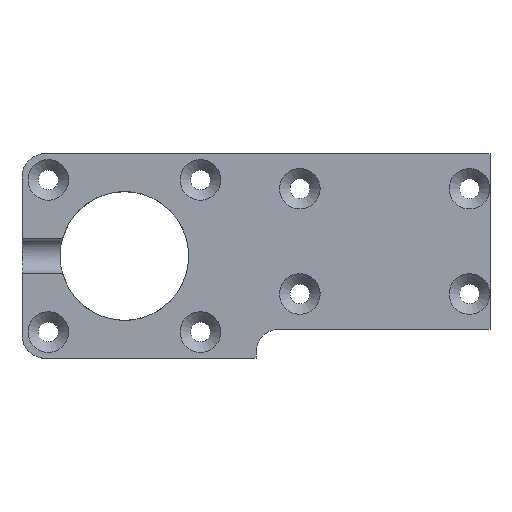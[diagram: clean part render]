
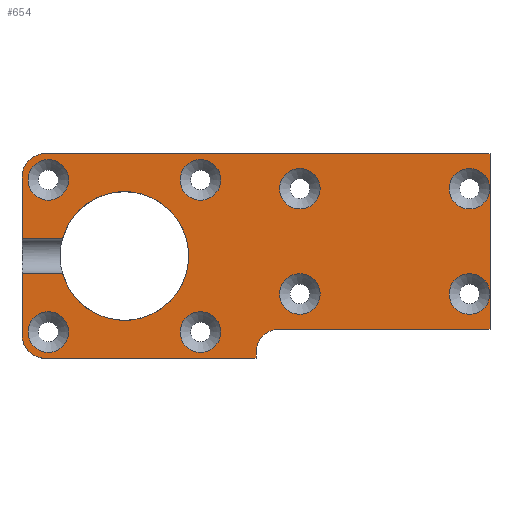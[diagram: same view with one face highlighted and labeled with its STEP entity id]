
A CAD part, top view. The second image highlights one B-rep face of the part: STEP entity #654.
In plain terms, the highlighted planar face has unit normal (0, 0, 1).
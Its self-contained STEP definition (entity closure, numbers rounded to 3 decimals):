
#38=FACE_BOUND('',#87,.T.);
#39=FACE_BOUND('',#88,.T.);
#40=FACE_BOUND('',#89,.T.);
#41=FACE_BOUND('',#90,.T.);
#42=FACE_BOUND('',#91,.T.);
#43=FACE_BOUND('',#92,.T.);
#44=FACE_BOUND('',#93,.T.);
#45=FACE_BOUND('',#94,.T.);
#55=FACE_OUTER_BOUND('',#86,.T.);
#86=EDGE_LOOP('',(#446,#447,#448,#449,#450,#451,#452,#453,#454,#455,#456,
#457,#458));
#87=EDGE_LOOP('',(#459,#460));
#88=EDGE_LOOP('',(#461,#462));
#89=EDGE_LOOP('',(#463,#464));
#90=EDGE_LOOP('',(#465,#466));
#91=EDGE_LOOP('',(#467,#468));
#92=EDGE_LOOP('',(#469,#470));
#93=EDGE_LOOP('',(#471,#472));
#94=EDGE_LOOP('',(#473,#474));
#134=LINE('',#997,#181);
#135=LINE('',#999,#182);
#136=LINE('',#1003,#183);
#137=LINE('',#1005,#184);
#138=LINE('',#1009,#185);
#139=LINE('',#1011,#186);
#140=LINE('',#1013,#187);
#141=LINE('',#1017,#188);
#142=LINE('',#1018,#189);
#181=VECTOR('',#786,6.917);
#182=VECTOR('',#787,10.5);
#183=VECTOR('',#790,36.);
#184=VECTOR('',#791,1.);
#185=VECTOR('',#794,36.);
#186=VECTOR('',#795,30.);
#187=VECTOR('',#796,76.);
#188=VECTOR('',#799,10.5);
#189=VECTOR('',#800,6.917);
#228=CIRCLE('',#700,11.);
#229=CIRCLE('',#701,4.);
#230=CIRCLE('',#702,4.);
#231=CIRCLE('',#703,4.);
#232=CIRCLE('',#704,3.47);
#233=CIRCLE('',#705,3.47);
#234=CIRCLE('',#706,3.47);
#235=CIRCLE('',#707,3.47);
#236=CIRCLE('',#708,3.47);
#237=CIRCLE('',#709,3.47);
#238=CIRCLE('',#710,3.47);
#239=CIRCLE('',#711,3.47);
#240=CIRCLE('',#712,3.47);
#241=CIRCLE('',#713,3.47);
#242=CIRCLE('',#714,3.47);
#243=CIRCLE('',#715,3.47);
#244=CIRCLE('',#716,3.47);
#245=CIRCLE('',#717,3.47);
#246=CIRCLE('',#718,3.47);
#247=CIRCLE('',#719,3.47);
#278=VERTEX_POINT('',#993);
#279=VERTEX_POINT('',#994);
#280=VERTEX_POINT('',#996);
#281=VERTEX_POINT('',#998);
#282=VERTEX_POINT('',#1000);
#283=VERTEX_POINT('',#1002);
#284=VERTEX_POINT('',#1004);
#285=VERTEX_POINT('',#1006);
#286=VERTEX_POINT('',#1008);
#287=VERTEX_POINT('',#1010);
#288=VERTEX_POINT('',#1012);
#289=VERTEX_POINT('',#1014);
#290=VERTEX_POINT('',#1016);
#291=VERTEX_POINT('',#1019);
#292=VERTEX_POINT('',#1020);
#293=VERTEX_POINT('',#1023);
#294=VERTEX_POINT('',#1024);
#295=VERTEX_POINT('',#1027);
#296=VERTEX_POINT('',#1028);
#297=VERTEX_POINT('',#1031);
#298=VERTEX_POINT('',#1032);
#299=VERTEX_POINT('',#1035);
#300=VERTEX_POINT('',#1036);
#301=VERTEX_POINT('',#1039);
#302=VERTEX_POINT('',#1040);
#303=VERTEX_POINT('',#1043);
#304=VERTEX_POINT('',#1044);
#305=VERTEX_POINT('',#1047);
#306=VERTEX_POINT('',#1048);
#347=EDGE_CURVE('',#278,#279,#228,.T.);
#348=EDGE_CURVE('',#278,#280,#134,.T.);
#349=EDGE_CURVE('',#280,#281,#135,.T.);
#350=EDGE_CURVE('',#281,#282,#229,.F.);
#351=EDGE_CURVE('',#282,#283,#136,.T.);
#352=EDGE_CURVE('',#283,#284,#137,.T.);
#353=EDGE_CURVE('',#284,#285,#230,.T.);
#354=EDGE_CURVE('',#285,#286,#138,.T.);
#355=EDGE_CURVE('',#286,#287,#139,.T.);
#356=EDGE_CURVE('',#287,#288,#140,.T.);
#357=EDGE_CURVE('',#288,#289,#231,.F.);
#358=EDGE_CURVE('',#289,#290,#141,.T.);
#359=EDGE_CURVE('',#279,#290,#142,.T.);
#360=EDGE_CURVE('',#291,#292,#232,.T.);
#361=EDGE_CURVE('',#292,#291,#233,.T.);
#362=EDGE_CURVE('',#293,#294,#234,.T.);
#363=EDGE_CURVE('',#294,#293,#235,.T.);
#364=EDGE_CURVE('',#295,#296,#236,.T.);
#365=EDGE_CURVE('',#296,#295,#237,.T.);
#366=EDGE_CURVE('',#297,#298,#238,.T.);
#367=EDGE_CURVE('',#298,#297,#239,.T.);
#368=EDGE_CURVE('',#299,#300,#240,.T.);
#369=EDGE_CURVE('',#300,#299,#241,.T.);
#370=EDGE_CURVE('',#301,#302,#242,.T.);
#371=EDGE_CURVE('',#302,#301,#243,.T.);
#372=EDGE_CURVE('',#303,#304,#244,.T.);
#373=EDGE_CURVE('',#304,#303,#245,.T.);
#374=EDGE_CURVE('',#305,#306,#246,.T.);
#375=EDGE_CURVE('',#306,#305,#247,.T.);
#446=ORIENTED_EDGE('',*,*,#347,.F.);
#447=ORIENTED_EDGE('',*,*,#348,.T.);
#448=ORIENTED_EDGE('',*,*,#349,.T.);
#449=ORIENTED_EDGE('',*,*,#350,.T.);
#450=ORIENTED_EDGE('',*,*,#351,.T.);
#451=ORIENTED_EDGE('',*,*,#352,.T.);
#452=ORIENTED_EDGE('',*,*,#353,.T.);
#453=ORIENTED_EDGE('',*,*,#354,.T.);
#454=ORIENTED_EDGE('',*,*,#355,.T.);
#455=ORIENTED_EDGE('',*,*,#356,.T.);
#456=ORIENTED_EDGE('',*,*,#357,.T.);
#457=ORIENTED_EDGE('',*,*,#358,.T.);
#458=ORIENTED_EDGE('',*,*,#359,.F.);
#459=ORIENTED_EDGE('',*,*,#360,.F.);
#460=ORIENTED_EDGE('',*,*,#361,.F.);
#461=ORIENTED_EDGE('',*,*,#362,.F.);
#462=ORIENTED_EDGE('',*,*,#363,.F.);
#463=ORIENTED_EDGE('',*,*,#364,.F.);
#464=ORIENTED_EDGE('',*,*,#365,.F.);
#465=ORIENTED_EDGE('',*,*,#366,.F.);
#466=ORIENTED_EDGE('',*,*,#367,.F.);
#467=ORIENTED_EDGE('',*,*,#368,.F.);
#468=ORIENTED_EDGE('',*,*,#369,.F.);
#469=ORIENTED_EDGE('',*,*,#370,.F.);
#470=ORIENTED_EDGE('',*,*,#371,.F.);
#471=ORIENTED_EDGE('',*,*,#372,.F.);
#472=ORIENTED_EDGE('',*,*,#373,.F.);
#473=ORIENTED_EDGE('',*,*,#374,.F.);
#474=ORIENTED_EDGE('',*,*,#375,.F.);
#644=PLANE('',#699);
#654=ADVANCED_FACE('',(#55,#38,#39,#40,#41,#42,#43,#44,#45),#644,.F.);
#699=AXIS2_PLACEMENT_3D('',#992,#782,#783);
#700=AXIS2_PLACEMENT_3D('',#995,#784,#785);
#701=AXIS2_PLACEMENT_3D('',#1001,#788,#789);
#702=AXIS2_PLACEMENT_3D('',#1007,#792,#793);
#703=AXIS2_PLACEMENT_3D('',#1015,#797,#798);
#704=AXIS2_PLACEMENT_3D('',#1021,#801,#802);
#705=AXIS2_PLACEMENT_3D('',#1022,#803,#804);
#706=AXIS2_PLACEMENT_3D('',#1025,#805,#806);
#707=AXIS2_PLACEMENT_3D('',#1026,#807,#808);
#708=AXIS2_PLACEMENT_3D('',#1029,#809,#810);
#709=AXIS2_PLACEMENT_3D('',#1030,#811,#812);
#710=AXIS2_PLACEMENT_3D('',#1033,#813,#814);
#711=AXIS2_PLACEMENT_3D('',#1034,#815,#816);
#712=AXIS2_PLACEMENT_3D('',#1037,#817,#818);
#713=AXIS2_PLACEMENT_3D('',#1038,#819,#820);
#714=AXIS2_PLACEMENT_3D('',#1041,#821,#822);
#715=AXIS2_PLACEMENT_3D('',#1042,#823,#824);
#716=AXIS2_PLACEMENT_3D('',#1045,#825,#826);
#717=AXIS2_PLACEMENT_3D('',#1046,#827,#828);
#718=AXIS2_PLACEMENT_3D('',#1049,#829,#830);
#719=AXIS2_PLACEMENT_3D('',#1050,#831,#832);
#782=DIRECTION('center_axis',(0.,0.,-1.));
#783=DIRECTION('ref_axis',(-1.,0.,0.));
#784=DIRECTION('center_axis',(0.,0.,1.));
#785=DIRECTION('ref_axis',(1.,0.,0.));
#786=DIRECTION('',(-1.,0.,0.));
#787=DIRECTION('',(0.,-1.,0.));
#788=DIRECTION('center_axis',(0.,0.,-1.));
#789=DIRECTION('ref_axis',(-1.,0.,0.));
#790=DIRECTION('',(1.,0.,0.));
#791=DIRECTION('',(0.,1.,0.));
#792=DIRECTION('center_axis',(0.,0.,-1.));
#793=DIRECTION('ref_axis',(-1.,0.,0.));
#794=DIRECTION('',(1.,0.,0.));
#795=DIRECTION('',(0.,1.,0.));
#796=DIRECTION('',(-1.,0.,0.));
#797=DIRECTION('center_axis',(0.,0.,-1.));
#798=DIRECTION('ref_axis',(-1.,0.,0.));
#799=DIRECTION('',(0.,-1.,0.));
#800=DIRECTION('',(-1.,0.,0.));
#801=DIRECTION('center_axis',(0.,0.,1.));
#802=DIRECTION('ref_axis',(1.,0.,0.));
#803=DIRECTION('center_axis',(0.,0.,1.));
#804=DIRECTION('ref_axis',(1.,0.,0.));
#805=DIRECTION('center_axis',(0.,0.,1.));
#806=DIRECTION('ref_axis',(1.,0.,0.));
#807=DIRECTION('center_axis',(0.,0.,1.));
#808=DIRECTION('ref_axis',(1.,0.,0.));
#809=DIRECTION('center_axis',(0.,0.,1.));
#810=DIRECTION('ref_axis',(1.,0.,0.));
#811=DIRECTION('center_axis',(0.,0.,1.));
#812=DIRECTION('ref_axis',(1.,0.,0.));
#813=DIRECTION('center_axis',(0.,0.,1.));
#814=DIRECTION('ref_axis',(1.,0.,0.));
#815=DIRECTION('center_axis',(0.,0.,1.));
#816=DIRECTION('ref_axis',(1.,0.,0.));
#817=DIRECTION('center_axis',(0.,0.,1.));
#818=DIRECTION('ref_axis',(1.,0.,0.));
#819=DIRECTION('center_axis',(0.,0.,1.));
#820=DIRECTION('ref_axis',(1.,0.,0.));
#821=DIRECTION('center_axis',(0.,0.,1.));
#822=DIRECTION('ref_axis',(1.,0.,0.));
#823=DIRECTION('center_axis',(0.,0.,1.));
#824=DIRECTION('ref_axis',(1.,0.,0.));
#825=DIRECTION('center_axis',(0.,0.,1.));
#826=DIRECTION('ref_axis',(1.,0.,0.));
#827=DIRECTION('center_axis',(0.,0.,1.));
#828=DIRECTION('ref_axis',(1.,0.,0.));
#829=DIRECTION('center_axis',(0.,0.,1.));
#830=DIRECTION('ref_axis',(1.,0.,0.));
#831=DIRECTION('center_axis',(0.,0.,1.));
#832=DIRECTION('ref_axis',(1.,0.,0.));
#992=CARTESIAN_POINT('Origin',(0.,0.,6.));
#993=CARTESIAN_POINT('',(-33.083,-3.,6.));
#994=CARTESIAN_POINT('',(-33.083,3.,6.));
#995=CARTESIAN_POINT('Origin',(-22.5,0.,6.));
#996=CARTESIAN_POINT('',(-40.,-3.,6.));
#997=CARTESIAN_POINT('',(-33.083,-3.,6.));
#998=CARTESIAN_POINT('',(-40.,-13.5,6.));
#999=CARTESIAN_POINT('',(-40.,-3.,6.));
#1000=CARTESIAN_POINT('',(-36.,-17.5,6.));
#1001=CARTESIAN_POINT('Origin',(-36.,-13.5,6.));
#1002=CARTESIAN_POINT('',(0.,-17.5,6.));
#1003=CARTESIAN_POINT('',(-36.,-17.5,6.));
#1004=CARTESIAN_POINT('',(0.,-16.5,6.));
#1005=CARTESIAN_POINT('',(0.,-17.5,6.));
#1006=CARTESIAN_POINT('',(4.,-12.5,6.));
#1007=CARTESIAN_POINT('Origin',(4.,-16.5,6.));
#1008=CARTESIAN_POINT('',(40.,-12.5,6.));
#1009=CARTESIAN_POINT('',(4.,-12.5,6.));
#1010=CARTESIAN_POINT('',(40.,17.5,6.));
#1011=CARTESIAN_POINT('',(40.,-12.5,6.));
#1012=CARTESIAN_POINT('',(-36.,17.5,6.));
#1013=CARTESIAN_POINT('',(40.,17.5,6.));
#1014=CARTESIAN_POINT('',(-40.,13.5,6.));
#1015=CARTESIAN_POINT('Origin',(-36.,13.5,6.));
#1016=CARTESIAN_POINT('',(-40.,3.,6.));
#1017=CARTESIAN_POINT('',(-40.,13.5,6.));
#1018=CARTESIAN_POINT('',(-33.083,3.,6.));
#1019=CARTESIAN_POINT('',(39.97,11.5,6.));
#1020=CARTESIAN_POINT('',(33.03,11.5,6.));
#1021=CARTESIAN_POINT('Origin',(36.5,11.5,6.));
#1022=CARTESIAN_POINT('Origin',(36.5,11.5,6.));
#1023=CARTESIAN_POINT('',(10.97,11.5,6.));
#1024=CARTESIAN_POINT('',(4.03,11.5,6.));
#1025=CARTESIAN_POINT('Origin',(7.5,11.5,6.));
#1026=CARTESIAN_POINT('Origin',(7.5,11.5,6.));
#1027=CARTESIAN_POINT('',(10.97,-6.5,6.));
#1028=CARTESIAN_POINT('',(4.03,-6.5,6.));
#1029=CARTESIAN_POINT('Origin',(7.5,-6.5,6.));
#1030=CARTESIAN_POINT('Origin',(7.5,-6.5,6.));
#1031=CARTESIAN_POINT('',(-6.03,13.,6.));
#1032=CARTESIAN_POINT('',(-12.97,13.,6.));
#1033=CARTESIAN_POINT('Origin',(-9.5,13.,6.));
#1034=CARTESIAN_POINT('Origin',(-9.5,13.,6.));
#1035=CARTESIAN_POINT('',(-6.03,-13.,6.));
#1036=CARTESIAN_POINT('',(-12.97,-13.,6.));
#1037=CARTESIAN_POINT('Origin',(-9.5,-13.,6.));
#1038=CARTESIAN_POINT('Origin',(-9.5,-13.,6.));
#1039=CARTESIAN_POINT('',(-32.03,-13.,6.));
#1040=CARTESIAN_POINT('',(-38.97,-13.,6.));
#1041=CARTESIAN_POINT('Origin',(-35.5,-13.,6.));
#1042=CARTESIAN_POINT('Origin',(-35.5,-13.,6.));
#1043=CARTESIAN_POINT('',(-32.03,13.,6.));
#1044=CARTESIAN_POINT('',(-38.97,13.,6.));
#1045=CARTESIAN_POINT('Origin',(-35.5,13.,6.));
#1046=CARTESIAN_POINT('Origin',(-35.5,13.,6.));
#1047=CARTESIAN_POINT('',(39.97,-6.5,6.));
#1048=CARTESIAN_POINT('',(33.03,-6.5,6.));
#1049=CARTESIAN_POINT('Origin',(36.5,-6.5,6.));
#1050=CARTESIAN_POINT('Origin',(36.5,-6.5,6.));
